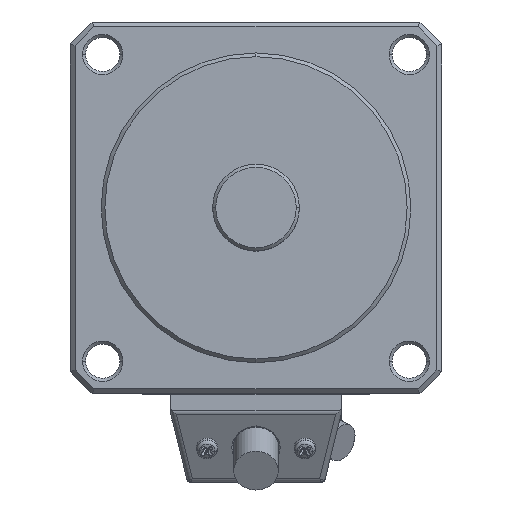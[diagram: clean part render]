
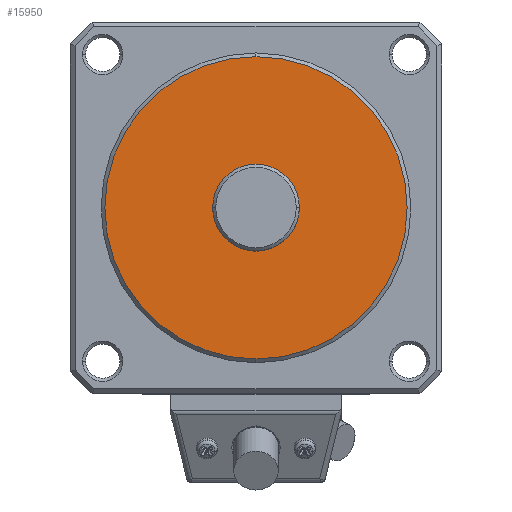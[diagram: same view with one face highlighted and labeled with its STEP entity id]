
A CAD part, top view. The second image highlights one B-rep face of the part: STEP entity #15950.
In plain terms, the highlighted planar face has unit normal (0, 0, 1).
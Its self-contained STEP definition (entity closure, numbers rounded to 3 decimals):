
#13850=CARTESIAN_POINT('',(0.,0.,
-2.2));
#13860=DIRECTION('',(0.,0.,1.));
#13870=DIRECTION('',(0.,-1.,0.));
#13880=AXIS2_PLACEMENT_3D('',#13850,#13860,#13870);
#13890=CIRCLE('',#13880,24.4);
#13900=CARTESIAN_POINT('',(24.4,0.,-2.2))
;
#13910=VERTEX_POINT('',#13900);
#13920=CARTESIAN_POINT('',(0.,24.4,-2.2)
);
#13930=VERTEX_POINT('',#13920);
#13940=EDGE_CURVE('',#13910,#13930,#13890,.T.);
#14210=CARTESIAN_POINT('',(0.,-24.4,-2.2
));
#14220=VERTEX_POINT('',#14210);
#14250=EDGE_CURVE('',#14220,#13910,#13890,.T.);
#15690=CARTESIAN_POINT('',(-24.4,-24.4,-2.2));
#15700=DIRECTION('',(0.,0.,1.));
#15710=DIRECTION('',(1.,0.,0.));
#15720=AXIS2_PLACEMENT_3D('',#15690,#15700,#15710);
#15730=PLANE('',#15720);
#15740=CARTESIAN_POINT('',(0.,0.,
-2.2));
#15750=DIRECTION('',(0.,0.,1.));
#15760=DIRECTION('',(1.,0.,0.));
#15770=AXIS2_PLACEMENT_3D('',#15740,#15750,#15760);
#15780=CIRCLE('',#15770,7.);
#15790=CARTESIAN_POINT('',(-7.,0.,-2.2));
#15800=VERTEX_POINT('',#15790);
#15810=CARTESIAN_POINT('',(7.,0.,-2.2));
#15820=VERTEX_POINT('',#15810);
#15830=EDGE_CURVE('',#15800,#15820,#15780,.T.);
#15840=ORIENTED_EDGE('',*,*,#15830,.F.);
#15850=EDGE_CURVE('',#15820,#15800,#15780,.T.);
#15860=ORIENTED_EDGE('',*,*,#15850,.F.);
#15870=EDGE_LOOP('',(#15860,#15840));
#15880=FACE_BOUND('',#15870,.T.);
#15890=EDGE_CURVE('',#13930,#14220,#13890,.T.);
#15900=ORIENTED_EDGE('',*,*,#15890,.T.);
#15910=ORIENTED_EDGE('',*,*,#13940,.T.);
#15920=ORIENTED_EDGE('',*,*,#14250,.T.);
#15930=EDGE_LOOP('',(#15920,#15910,#15900));
#15940=FACE_OUTER_BOUND('',#15930,.T.);
#15950=ADVANCED_FACE('',(#15880,#15940),#15730,.T.);
